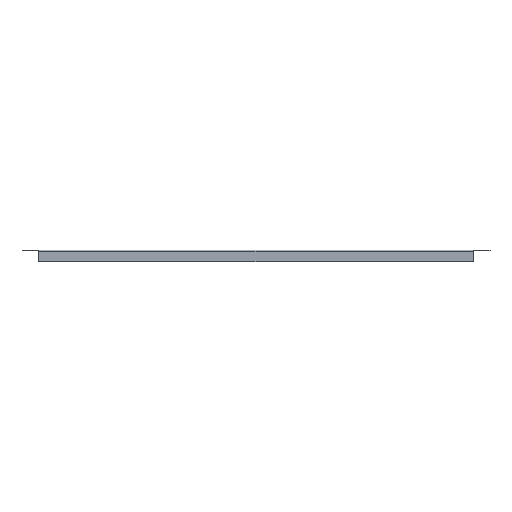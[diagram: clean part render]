
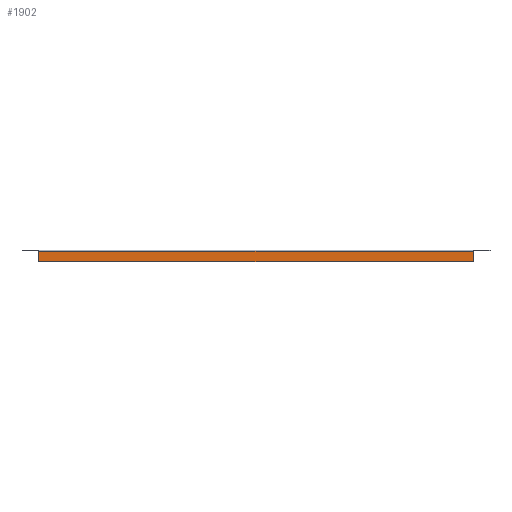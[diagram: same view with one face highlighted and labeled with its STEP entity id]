
A CAD part, front view. The second image highlights one B-rep face of the part: STEP entity #1902.
In plain terms, the highlighted planar face has unit normal (0, -1, 0).
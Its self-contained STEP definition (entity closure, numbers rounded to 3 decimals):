
#42 = LINE ( 'NONE', #1369, #1819 ) ;
#54 = CARTESIAN_POINT ( 'NONE',  ( 26., -183., -18. ) ) ;
#81 = FACE_OUTER_BOUND ( 'NONE', #1263, .T. ) ;
#112 = VERTEX_POINT ( 'NONE', #1525 ) ;
#123 = EDGE_CURVE ( 'NONE', #112, #1426, #42, .T. ) ;
#134 = EDGE_CURVE ( 'NONE', #401, #112, #171, .T. ) ;
#171 = LINE ( 'NONE', #780, #1061 ) ;
#281 = ORIENTED_EDGE ( 'NONE', *, *, #467, .T. ) ;
#363 = DIRECTION ( 'NONE',  ( 0., 0., -1. ) ) ;
#401 = VERTEX_POINT ( 'NONE', #1523 ) ;
#467 = EDGE_CURVE ( 'NONE', #401, #555, #1220, .T. ) ;
#555 = VERTEX_POINT ( 'NONE', #1850 ) ;
#607 = DIRECTION ( 'NONE',  ( 0., 0., 1. ) ) ;
#628 = DIRECTION ( 'NONE',  ( 0., 0., -1. ) ) ;
#751 = ORIENTED_EDGE ( 'NONE', *, *, #134, .F. ) ;
#754 = CARTESIAN_POINT ( 'NONE',  ( 26., -183., -1. ) ) ;
#780 = CARTESIAN_POINT ( 'NONE',  ( 691.5, -183., -18. ) ) ;
#868 = CARTESIAN_POINT ( 'NONE',  ( 0., -183., -2. ) ) ;
#992 = PLANE ( 'NONE',  #1089 ) ;
#1030 = VECTOR ( 'NONE', #607, 1000. ) ;
#1061 = VECTOR ( 'NONE', #628, 1000. ) ;
#1089 = AXIS2_PLACEMENT_3D ( 'NONE', #1292, #1870, #363 ) ;
#1220 = LINE ( 'NONE', #868, #1246 ) ;
#1246 = VECTOR ( 'NONE', #1358, 1000. ) ;
#1263 = EDGE_LOOP ( 'NONE', ( #751, #281, #1833, #1928 ) ) ;
#1292 = CARTESIAN_POINT ( 'NONE',  ( 0., -183., 0. ) ) ;
#1294 = EDGE_CURVE ( 'NONE', #1426, #555, #1517, .T. ) ;
#1358 = DIRECTION ( 'NONE',  ( -1., 0., 0. ) ) ;
#1369 = CARTESIAN_POINT ( 'NONE',  ( 26., -183., -18. ) ) ;
#1381 = DIRECTION ( 'NONE',  ( -1., 0., 0. ) ) ;
#1426 = VERTEX_POINT ( 'NONE', #54 ) ;
#1517 = LINE ( 'NONE', #754, #1030 ) ;
#1523 = CARTESIAN_POINT ( 'NONE',  ( 691.5, -183., -2. ) ) ;
#1525 = CARTESIAN_POINT ( 'NONE',  ( 691.5, -183., -18. ) ) ;
#1819 = VECTOR ( 'NONE', #1381, 1000. ) ;
#1833 = ORIENTED_EDGE ( 'NONE', *, *, #1294, .F. ) ;
#1850 = CARTESIAN_POINT ( 'NONE',  ( 26., -183., -2. ) ) ;
#1870 = DIRECTION ( 'NONE',  ( 0., -1., 0. ) ) ;
#1902 = ADVANCED_FACE ( 'NONE', ( #81 ), #992, .T. ) ;
#1928 = ORIENTED_EDGE ( 'NONE', *, *, #123, .F. ) ;
